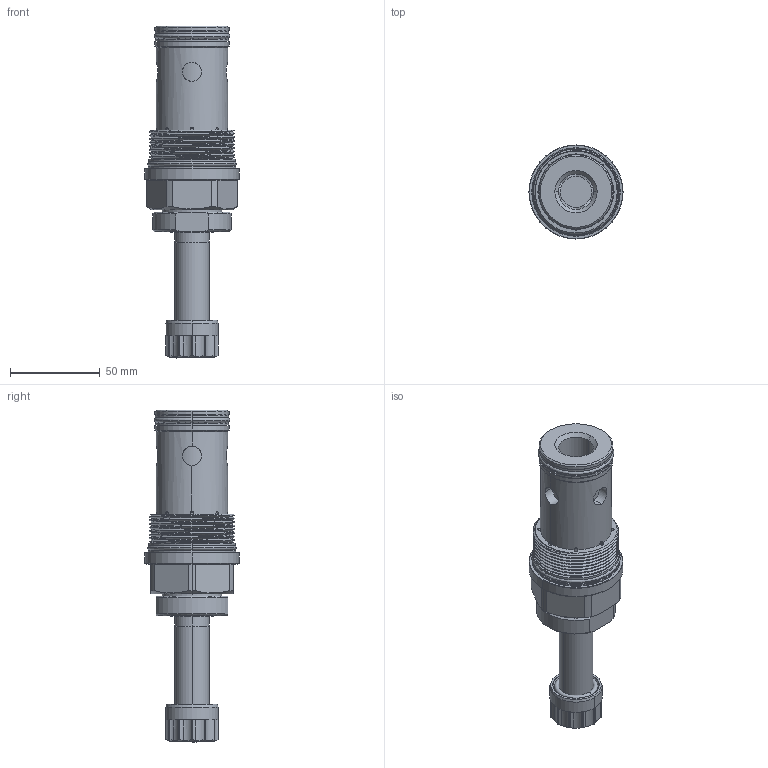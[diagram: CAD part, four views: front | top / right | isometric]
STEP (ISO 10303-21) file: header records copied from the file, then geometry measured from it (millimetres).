
FILE_DESCRIPTION (( 'STEP AP203' ), '1' );
FILE_NAME ('PEV18A2D-N.STEP', '2016-07-25T07:03:52', ( '' ), ( '' ), 'SwSTEP 2.0', 'SolidWorks 2012', '' );
FILE_SCHEMA (( 'CONFIG_CONTROL_DESIGN' ));
Length unit declared in the file: millimetre
Products named in the file (1): PEV18A2D-N
Bounding box: 52.37 x 52.37 x 184.96 mm (x, y, z)
Volume: 188118.9 mm3; surface area: 41020.2 mm2
Topology: 8 solids, 9 shells, 416 faces, 1036 edges, 661 vertices
Faces by surface type: cylinder 187, plane 139, cone 50, torus 26, bspline 14
Entity records: 18206 total; most frequent: CARTESIAN_POINT 8583, ORIENTED_EDGE 2072, DIRECTION 1913, EDGE_CURVE 1036, AXIS2_PLACEMENT_3D 731, VERTEX_POINT 661, EDGE_LOOP 453, LINE 451
